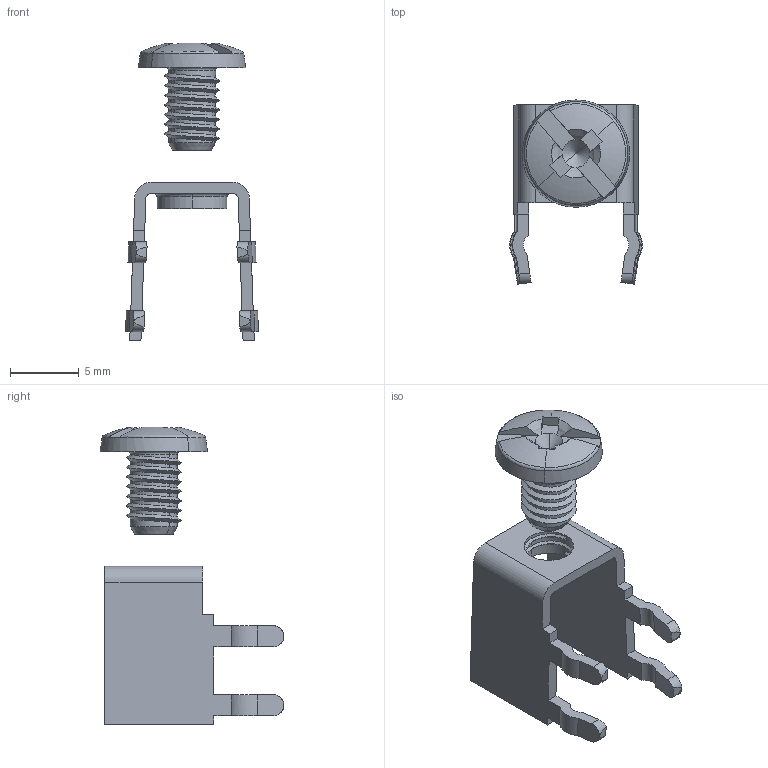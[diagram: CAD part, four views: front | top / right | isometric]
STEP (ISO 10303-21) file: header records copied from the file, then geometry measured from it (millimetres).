
FILE_DESCRIPTION (( 'STEP AP214' ), '1' );
FILE_NAME ('7793.STEP', '2008-07-09T16:37:12', ( 'Richard Maletta' ), ( '' ), 'SwSTEP 2.0', 'SolidWorks 2008', '' );
FILE_SCHEMA (( 'AUTOMOTIVE_DESIGN' ));
Length unit declared in the file: millimetre
Products named in the file (3): 7793; 7792; 7799-1
Assembly tree (2 placements, depth 2):
  7793
    7799-1
    7792
Bounding box: 9.65 x 13.35 x 21.62 mm (x, y, z)
Volume: 325 mm3; surface area: 832.2 mm2
Topology: 2 solids, 2 shells, 127 faces, 339 edges, 216 vertices
Faces by surface type: plane 63, cylinder 43, torus 11, cone 6, bspline 4
Entity records: 4662 total; most frequent: CARTESIAN_POINT 1682, ORIENTED_EDGE 674, DIRECTION 544, EDGE_CURVE 337, VERTEX_POINT 216, AXIS2_PLACEMENT_3D 184, LINE 176, VECTOR 176
